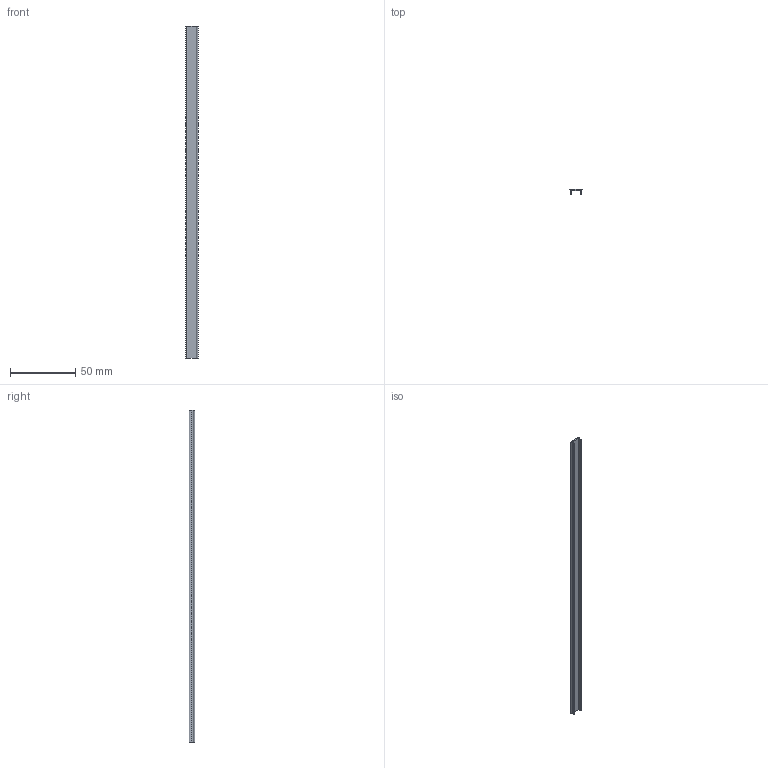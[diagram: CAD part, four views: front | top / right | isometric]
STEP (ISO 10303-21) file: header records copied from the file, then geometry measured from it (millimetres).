
FILE_DESCRIPTION(/* description */ ('Translator using VaultInventorServer'),/* implementation_level */ '2;1');
FILE_NAME(/* name */ 'DAAPR0017599_A.stp',/* time_stamp */ '2022-03-18T14:28:15+01:00',/* author */ ('Alex De Marchi'),/* organization */ (''),/* preprocessor_version */ 'ST-DEVELOPER v17.2',/* originating_system */ 'Autodesk Inventor 2019',/* authorisation */ '');
FILE_SCHEMA (('AUTOMOTIVE_DESIGN { 1 0 10303 214 3 1 1 }'));
Length unit declared in the file: millimetre
Products named in the file (1): iPart 21.060.00A-21.060.00A-255
Bounding box: 9.53 x 4 x 255 mm (x, y, z)
Volume: 3168.4 mm3; surface area: 8293.8 mm2
Topology: 1 solids, 1 shells, 16 faces, 42 edges, 28 vertices
Faces by surface type: plane 8, cylinder 8
Entity records: 543 total; most frequent: DIRECTION 92, CARTESIAN_POINT 87, ORIENTED_EDGE 84, EDGE_CURVE 42, AXIS2_PLACEMENT_3D 33, VERTEX_POINT 28, LINE 26, VECTOR 26
